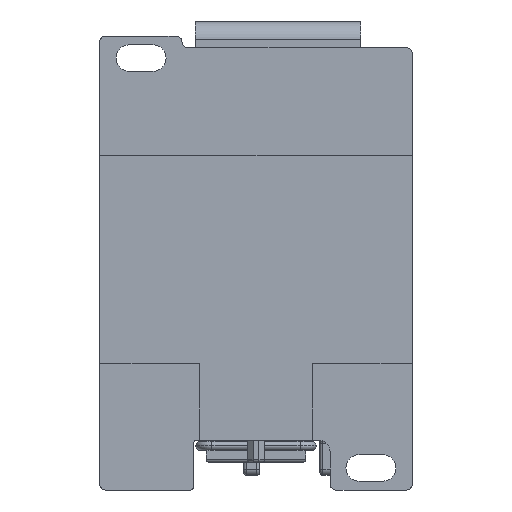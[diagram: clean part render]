
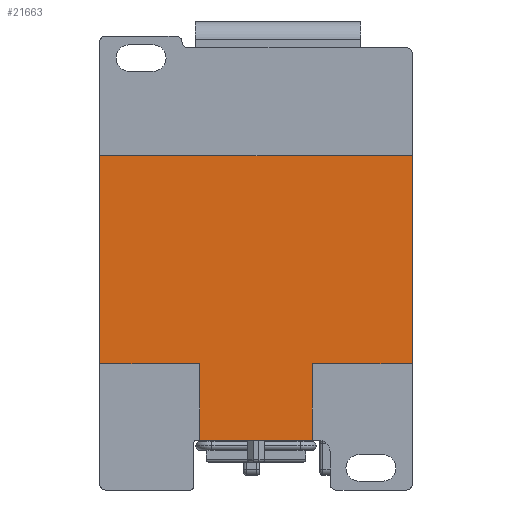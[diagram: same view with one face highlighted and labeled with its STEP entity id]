
A CAD part, front view. The second image highlights one B-rep face of the part: STEP entity #21663.
In plain terms, the highlighted planar face has unit normal (0, -1, 0).
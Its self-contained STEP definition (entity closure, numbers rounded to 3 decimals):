
#901 = CARTESIAN_POINT ( 'NONE',  ( 26.625, -41.75, -16.5 ) ) ;
#1818 = DIRECTION ( 'NONE',  ( 0., 0., 1. ) ) ;
#2034 = EDGE_CURVE ( 'NONE', #49247, #22286, #39387, .T. ) ;
#5702 = DIRECTION ( 'NONE',  ( 0., 0., -1. ) ) ;
#7201 = ORIENTED_EDGE ( 'NONE', *, *, #26970, .F. ) ;
#7239 = EDGE_CURVE ( 'NONE', #22286, #15228, #23497, .T. ) ;
#7689 = LINE ( 'NONE', #58577, #43130 ) ;
#9043 = ORIENTED_EDGE ( 'NONE', *, *, #16127, .F. ) ;
#11560 = DIRECTION ( 'NONE',  ( 0., 0., -1. ) ) ;
#12251 = DIRECTION ( 'NONE',  ( 0., 1., 0. ) ) ;
#12858 = VECTOR ( 'NONE', #5702, 1000. ) ;
#14929 = ORIENTED_EDGE ( 'NONE', *, *, #54894, .F. ) ;
#15228 = VERTEX_POINT ( 'NONE', #23796 ) ;
#16127 = EDGE_CURVE ( 'NONE', #41223, #34383, #50871, .T. ) ;
#17155 = CARTESIAN_POINT ( 'NONE',  ( 26.625, -41.75, -29.5 ) ) ;
#17451 = EDGE_CURVE ( 'NONE', #31863, #34383, #39724, .T. ) ;
#19673 = ORIENTED_EDGE ( 'NONE', *, *, #59918, .F. ) ;
#20114 = VECTOR ( 'NONE', #11560, 1000. ) ;
#20275 = ORIENTED_EDGE ( 'NONE', *, *, #17451, .T. ) ;
#21177 = DIRECTION ( 'NONE',  ( 0., 0., 1. ) ) ;
#21663 = ADVANCED_FACE ( 'NONE', ( #39495 ), #44692, .F. ) ;
#22286 = VERTEX_POINT ( 'NONE', #40711 ) ;
#23173 = DIRECTION ( 'NONE',  ( -1., 0., 0. ) ) ;
#23497 = LINE ( 'NONE', #42158, #53933 ) ;
#23541 = VERTEX_POINT ( 'NONE', #47763 ) ;
#23796 = CARTESIAN_POINT ( 'NONE',  ( -9.625, -41.75, -29.5 ) ) ;
#24893 = DIRECTION ( 'NONE',  ( -1., 0., 0. ) ) ;
#25735 = LINE ( 'NONE', #57593, #51897 ) ;
#26450 = CARTESIAN_POINT ( 'NONE',  ( 9.625, -41.75, -16.5 ) ) ;
#26843 = VECTOR ( 'NONE', #31940, 1000. ) ;
#26970 = EDGE_CURVE ( 'NONE', #33098, #49247, #53067, .T. ) ;
#29019 = CARTESIAN_POINT ( 'NONE',  ( 26.625, -41.75, -29.5 ) ) ;
#30078 = VECTOR ( 'NONE', #24893, 1000. ) ;
#31851 = ORIENTED_EDGE ( 'NONE', *, *, #44617, .F. ) ;
#31863 = VERTEX_POINT ( 'NONE', #51169 ) ;
#31940 = DIRECTION ( 'NONE',  ( -1., 0., 0. ) ) ;
#33098 = VERTEX_POINT ( 'NONE', #901 ) ;
#33232 = CARTESIAN_POINT ( 'NONE',  ( -9.625, -41.75, -16.5 ) ) ;
#34383 = VERTEX_POINT ( 'NONE', #51836 ) ;
#39387 = LINE ( 'NONE', #57488, #52719 ) ;
#39495 = FACE_OUTER_BOUND ( 'NONE', #55251, .T. ) ;
#39724 = LINE ( 'NONE', #50649, #20114 ) ;
#40711 = CARTESIAN_POINT ( 'NONE',  ( 9.625, -41.75, -29.5 ) ) ;
#41223 = VERTEX_POINT ( 'NONE', #33232 ) ;
#42158 = CARTESIAN_POINT ( 'NONE',  ( -10.625, -41.75, -29.5 ) ) ;
#43130 = VECTOR ( 'NONE', #21177, 1000. ) ;
#43754 = DIRECTION ( 'NONE',  ( 1., 0., 0. ) ) ;
#44617 = EDGE_CURVE ( 'NONE', #15228, #41223, #7689, .T. ) ;
#44692 = PLANE ( 'NONE',  #45943 ) ;
#45943 = AXIS2_PLACEMENT_3D ( 'NONE', #17155, #12251, #1818 ) ;
#47734 = ORIENTED_EDGE ( 'NONE', *, *, #7239, .F. ) ;
#47763 = CARTESIAN_POINT ( 'NONE',  ( 26.625, -41.75, 19. ) ) ;
#48455 = CARTESIAN_POINT ( 'NONE',  ( -26.625, -41.75, -16.5 ) ) ;
#49247 = VERTEX_POINT ( 'NONE', #26450 ) ;
#50649 = CARTESIAN_POINT ( 'NONE',  ( -26.625, -41.75, -29.5 ) ) ;
#50871 = LINE ( 'NONE', #51480, #26843 ) ;
#51169 = CARTESIAN_POINT ( 'NONE',  ( -26.625, -41.75, 19. ) ) ;
#51480 = CARTESIAN_POINT ( 'NONE',  ( -26.625, -41.75, -16.5 ) ) ;
#51836 = CARTESIAN_POINT ( 'NONE',  ( -26.625, -41.75, -16.5 ) ) ;
#51897 = VECTOR ( 'NONE', #43754, 1000. ) ;
#52265 = LINE ( 'NONE', #29019, #12858 ) ;
#52719 = VECTOR ( 'NONE', #57814, 1000. ) ;
#53067 = LINE ( 'NONE', #48455, #30078 ) ;
#53838 = ORIENTED_EDGE ( 'NONE', *, *, #2034, .F. ) ;
#53933 = VECTOR ( 'NONE', #23173, 1000. ) ;
#54894 = EDGE_CURVE ( 'NONE', #31863, #23541, #25735, .T. ) ;
#55251 = EDGE_LOOP ( 'NONE', ( #31851, #47734, #53838, #7201, #19673, #14929, #20275, #9043 ) ) ;
#57488 = CARTESIAN_POINT ( 'NONE',  ( 9.625, -41.75, -16.5 ) ) ;
#57593 = CARTESIAN_POINT ( 'NONE',  ( -26.625, -41.75, 19. ) ) ;
#57814 = DIRECTION ( 'NONE',  ( 0., 0., -1. ) ) ;
#58577 = CARTESIAN_POINT ( 'NONE',  ( -9.625, -41.75, -16.5 ) ) ;
#59918 = EDGE_CURVE ( 'NONE', #23541, #33098, #52265, .T. ) ;
